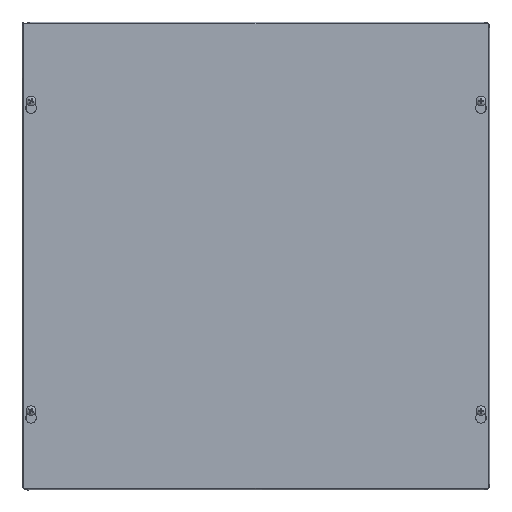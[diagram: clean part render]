
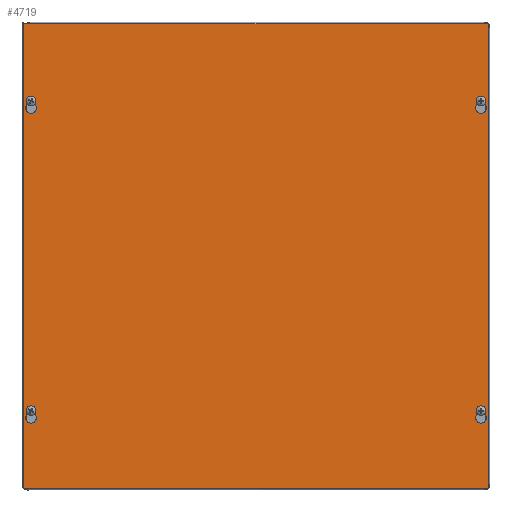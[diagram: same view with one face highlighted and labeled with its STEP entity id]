
A CAD part, top view. The second image highlights one B-rep face of the part: STEP entity #4719.
In plain terms, the highlighted planar face has unit normal (0, 0, 1).
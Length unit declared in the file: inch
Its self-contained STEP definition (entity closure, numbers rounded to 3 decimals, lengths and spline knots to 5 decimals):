
#527=LINE($,#8721,#874);
#531=LINE($,#8731,#878);
#534=LINE($,#8739,#881);
#538=LINE($,#8751,#885);
#543=LINE($,#8769,#890);
#547=LINE($,#8779,#894);
#550=LINE($,#8787,#897);
#554=LINE($,#8799,#901);
#556=LINE($,#8807,#903);
#560=LINE($,#8815,#907);
#563=LINE($,#8821,#910);
#566=LINE($,#8826,#913);
#874=VECTOR($,#5984,0.26996);
#878=VECTOR($,#5996,0.26996);
#881=VECTOR($,#6001,0.26996);
#885=VECTOR($,#6013,0.26996);
#890=VECTOR($,#6032,0.26996);
#894=VECTOR($,#6044,0.26996);
#897=VECTOR($,#6049,0.26996);
#901=VECTOR($,#6061,0.26996);
#903=VECTOR($,#6071,18.);
#907=VECTOR($,#6077,18.);
#910=VECTOR($,#6082,18.);
#913=VECTOR($,#6087,18.);
#1021=PLANE($,#5069);
#1202=FACE_BOUND($,#1804,.T.);
#1203=FACE_BOUND($,#1805,.T.);
#1204=FACE_BOUND($,#1806,.T.);
#1205=FACE_BOUND($,#1807,.T.);
#1206=FACE_BOUND($,#1808,.T.);
#1804=EDGE_LOOP($,(#4017,#4018,#4019,#4020));
#1805=EDGE_LOOP($,(#4021,#4022,#4023,#4024));
#1806=EDGE_LOOP($,(#4025,#4026,#4027,#4028));
#1807=EDGE_LOOP($,(#4029,#4030,#4031,#4032));
#1808=EDGE_LOOP($,(#4033,#4034,#4035,#4036));
#1939=CIRCLE($,#5035,0.203);
#1941=CIRCLE($,#5039,0.125);
#1943=CIRCLE($,#5044,0.125);
#1945=CIRCLE($,#5048,0.203);
#1947=CIRCLE($,#5051,0.203);
#1949=CIRCLE($,#5055,0.125);
#1951=CIRCLE($,#5060,0.125);
#1953=CIRCLE($,#5064,0.203);
#2298=VERTEX_POINT($,#8712);
#2299=VERTEX_POINT($,#8714);
#2301=VERTEX_POINT($,#8720);
#2303=VERTEX_POINT($,#8726);
#2306=VERTEX_POINT($,#8736);
#2307=VERTEX_POINT($,#8738);
#2309=VERTEX_POINT($,#8744);
#2311=VERTEX_POINT($,#8750);
#2314=VERTEX_POINT($,#8760);
#2315=VERTEX_POINT($,#8762);
#2317=VERTEX_POINT($,#8768);
#2319=VERTEX_POINT($,#8774);
#2322=VERTEX_POINT($,#8784);
#2323=VERTEX_POINT($,#8786);
#2325=VERTEX_POINT($,#8792);
#2327=VERTEX_POINT($,#8798);
#2328=VERTEX_POINT($,#8805);
#2329=VERTEX_POINT($,#8806);
#2332=VERTEX_POINT($,#8814);
#2334=VERTEX_POINT($,#8820);
#2860=EDGE_CURVE($,#2299,#2298,#1939,.T.);
#2863=EDGE_CURVE($,#2301,#2299,#527,.T.);
#2866=EDGE_CURVE($,#2303,#2301,#1941,.T.);
#2869=EDGE_CURVE($,#2298,#2303,#531,.T.);
#2872=EDGE_CURVE($,#2307,#2306,#534,.T.);
#2875=EDGE_CURVE($,#2309,#2307,#1943,.T.);
#2878=EDGE_CURVE($,#2311,#2309,#538,.T.);
#2881=EDGE_CURVE($,#2306,#2311,#1945,.T.);
#2884=EDGE_CURVE($,#2315,#2314,#1947,.T.);
#2887=EDGE_CURVE($,#2317,#2315,#543,.T.);
#2890=EDGE_CURVE($,#2319,#2317,#1949,.T.);
#2893=EDGE_CURVE($,#2314,#2319,#547,.T.);
#2896=EDGE_CURVE($,#2323,#2322,#550,.T.);
#2899=EDGE_CURVE($,#2325,#2323,#1951,.T.);
#2902=EDGE_CURVE($,#2327,#2325,#554,.T.);
#2905=EDGE_CURVE($,#2322,#2327,#1953,.T.);
#2906=EDGE_CURVE($,#2328,#2329,#556,.T.);
#2910=EDGE_CURVE($,#2329,#2332,#560,.T.);
#2913=EDGE_CURVE($,#2332,#2334,#563,.T.);
#2916=EDGE_CURVE($,#2334,#2328,#566,.T.);
#4017=ORIENTED_EDGE($,*,*,#2860,.T.);
#4018=ORIENTED_EDGE($,*,*,#2869,.T.);
#4019=ORIENTED_EDGE($,*,*,#2866,.T.);
#4020=ORIENTED_EDGE($,*,*,#2863,.T.);
#4021=ORIENTED_EDGE($,*,*,#2872,.T.);
#4022=ORIENTED_EDGE($,*,*,#2881,.T.);
#4023=ORIENTED_EDGE($,*,*,#2878,.T.);
#4024=ORIENTED_EDGE($,*,*,#2875,.T.);
#4025=ORIENTED_EDGE($,*,*,#2884,.T.);
#4026=ORIENTED_EDGE($,*,*,#2893,.T.);
#4027=ORIENTED_EDGE($,*,*,#2890,.T.);
#4028=ORIENTED_EDGE($,*,*,#2887,.T.);
#4029=ORIENTED_EDGE($,*,*,#2896,.T.);
#4030=ORIENTED_EDGE($,*,*,#2905,.T.);
#4031=ORIENTED_EDGE($,*,*,#2902,.T.);
#4032=ORIENTED_EDGE($,*,*,#2899,.T.);
#4033=ORIENTED_EDGE($,*,*,#2906,.F.);
#4034=ORIENTED_EDGE($,*,*,#2916,.F.);
#4035=ORIENTED_EDGE($,*,*,#2913,.F.);
#4036=ORIENTED_EDGE($,*,*,#2910,.F.);
#4719=ADVANCED_FACE($,(#1202,#1203,#1204,#1205,#1206),#1021,.T.);
#5035=AXIS2_PLACEMENT_3D($,#8715,#5978,#5979);
#5039=AXIS2_PLACEMENT_3D($,#8727,#5990,#5991);
#5044=AXIS2_PLACEMENT_3D($,#8745,#6007,#6008);
#5048=AXIS2_PLACEMENT_3D($,#8755,#6019,#6020);
#5051=AXIS2_PLACEMENT_3D($,#8763,#6026,#6027);
#5055=AXIS2_PLACEMENT_3D($,#8775,#6038,#6039);
#5060=AXIS2_PLACEMENT_3D($,#8793,#6055,#6056);
#5064=AXIS2_PLACEMENT_3D($,#8803,#6067,#6068);
#5069=AXIS2_PLACEMENT_3D($,#8828,#6089,#6090);
#5978=DIRECTION('center_axis',(0.,0.,-1.));
#5979=DIRECTION('ref_axis',(-0.961,0.278,0.));
#5984=DIRECTION($,(0.278,-0.961,0.));
#5990=DIRECTION('center_axis',(0.,0.,-1.));
#5991=DIRECTION('ref_axis',(0.961,0.278,0.));
#5996=DIRECTION($,(0.278,0.961,0.));
#6001=DIRECTION($,(0.278,-0.961,0.));
#6007=DIRECTION('center_axis',(0.,0.,-1.));
#6008=DIRECTION('ref_axis',(0.961,0.278,0.));
#6013=DIRECTION($,(0.278,0.961,0.));
#6019=DIRECTION('center_axis',(0.,0.,-1.));
#6020=DIRECTION('ref_axis',(-0.961,0.278,0.));
#6026=DIRECTION('center_axis',(0.,0.,-1.));
#6027=DIRECTION('ref_axis',(-0.961,0.278,0.));
#6032=DIRECTION($,(0.278,-0.961,0.));
#6038=DIRECTION('center_axis',(0.,0.,-1.));
#6039=DIRECTION('ref_axis',(0.961,0.278,0.));
#6044=DIRECTION($,(0.278,0.961,0.));
#6049=DIRECTION($,(0.278,-0.961,0.));
#6055=DIRECTION('center_axis',(0.,0.,-1.));
#6056=DIRECTION('ref_axis',(0.961,0.278,0.));
#6061=DIRECTION($,(0.278,0.961,0.));
#6067=DIRECTION('center_axis',(0.,0.,-1.));
#6068=DIRECTION('ref_axis',(-0.961,0.278,0.));
#6071=DIRECTION($,(0.,-1.,0.));
#6077=DIRECTION($,(-1.,0.,0.));
#6082=DIRECTION($,(0.,1.,0.));
#6087=DIRECTION($,(1.,0.,0.));
#6089=DIRECTION('center_axis',(0.,0.,1.));
#6090=DIRECTION('ref_axis',(1.,0.,0.));
#8712=CARTESIAN_POINT('',(8.52373,-6.22465,0.062));
#8714=CARTESIAN_POINT('',(8.91377,-6.22465,0.062));
#8715=CARTESIAN_POINT('Origin',(8.71875,-6.281,0.062));
#8720=CARTESIAN_POINT('',(8.83884,-5.9653,0.062));
#8721=CARTESIAN_POINT($,(7.7404,-2.16361,0.062));
#8726=CARTESIAN_POINT('',(8.59866,-5.9653,0.062));
#8727=CARTESIAN_POINT('Origin',(8.71875,-6.,0.062));
#8731=CARTESIAN_POINT($,(9.06278,-4.35898,0.062));
#8736=CARTESIAN_POINT('',(-8.52373,-6.22465,0.062));
#8738=CARTESIAN_POINT('',(-8.59866,-5.9653,0.062));
#8739=CARTESIAN_POINT($,(-9.02532,-4.48865,0.062));
#8744=CARTESIAN_POINT('',(-8.83884,-5.9653,0.062));
#8745=CARTESIAN_POINT('Origin',(-8.71875,-6.,0.062));
#8750=CARTESIAN_POINT('',(-8.91377,-6.22465,0.062));
#8751=CARTESIAN_POINT($,(-7.70293,-2.03393,0.062));
#8755=CARTESIAN_POINT('Origin',(-8.71875,-6.281,0.062));
#8760=CARTESIAN_POINT('',(8.52373,5.77535,0.062));
#8762=CARTESIAN_POINT('',(8.91377,5.77535,0.062));
#8763=CARTESIAN_POINT('Origin',(8.71875,5.719,0.062));
#8768=CARTESIAN_POINT('',(8.83884,6.0347,0.062));
#8769=CARTESIAN_POINT($,(9.34043,4.2987,0.062));
#8774=CARTESIAN_POINT('',(8.59866,6.0347,0.062));
#8775=CARTESIAN_POINT('Origin',(8.71875,6.,0.062));
#8779=CARTESIAN_POINT($,(7.46275,2.10333,0.062));
#8784=CARTESIAN_POINT('',(-8.52373,5.77535,0.062));
#8786=CARTESIAN_POINT('',(-8.59866,6.0347,0.062));
#8787=CARTESIAN_POINT($,(-7.42529,1.97365,0.062));
#8792=CARTESIAN_POINT('',(-8.83884,6.0347,0.062));
#8793=CARTESIAN_POINT('Origin',(-8.71875,6.,0.062));
#8798=CARTESIAN_POINT('',(-8.91377,5.77535,0.062));
#8799=CARTESIAN_POINT($,(-9.30296,4.42837,0.062));
#8803=CARTESIAN_POINT('Origin',(-8.71875,5.719,0.062));
#8805=CARTESIAN_POINT('',(9.,9.,0.062));
#8806=CARTESIAN_POINT('',(9.,-9.,0.062));
#8807=CARTESIAN_POINT($,(9.,9.,0.062));
#8814=CARTESIAN_POINT('',(-9.,-9.,0.062));
#8815=CARTESIAN_POINT($,(9.,-9.,0.062));
#8820=CARTESIAN_POINT('',(-9.,9.,0.062));
#8821=CARTESIAN_POINT($,(-9.,-9.,0.062));
#8826=CARTESIAN_POINT($,(-9.,9.,0.062));
#8828=CARTESIAN_POINT('Origin',(0.,0.,
0.062));
